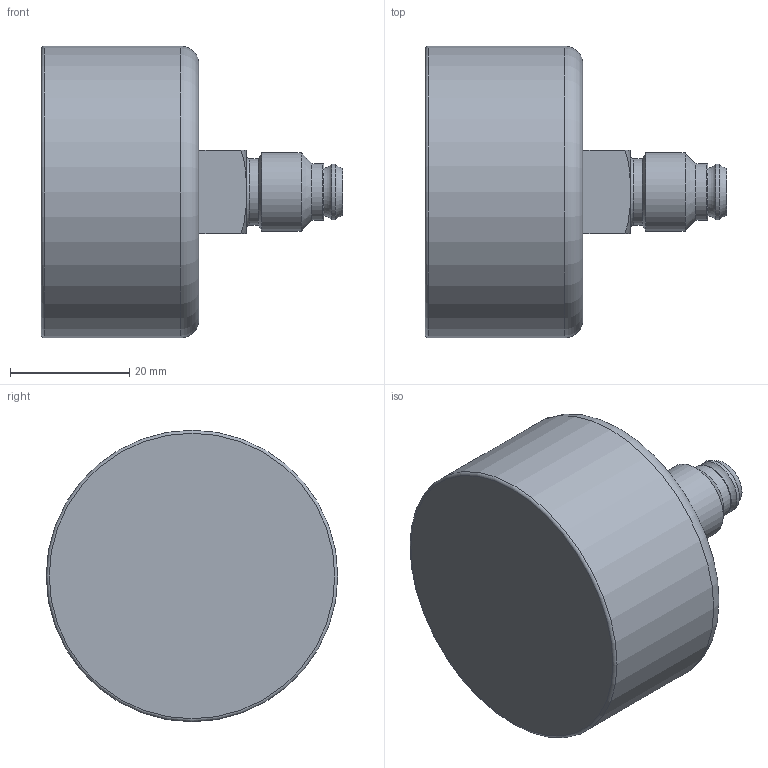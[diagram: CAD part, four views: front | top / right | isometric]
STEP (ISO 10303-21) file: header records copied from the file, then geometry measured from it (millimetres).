
FILE_DESCRIPTION(/* description */ ('STEP AP214'),/* implementation_level */ '2;1');
FILE_NAME(/* name */ '192735_MA-50-16-G1_4-MPA',/* time_stamp */ '2024-09-05T03:19:55+02:00',/* author */ ('License CC BY-ND 4.0'),/* organization */ ('CADENAS'),/* preprocessor_version */ 'ST-DEVELOPER v19.3',/* originating_system */ 'PARTsolutions',/* authorisation */ ' ');
FILE_SCHEMA (('AUTOMOTIVE_DESIGN {1 0 10303 214 3 1 1}'));
Length unit declared in the file: millimetre
Products named in the file (1): 192735 MA-50-1,6-G1/4-MPA
Bounding box: 50.7 x 49 x 49 mm (x, y, z)
Volume: 52879.3 mm3; surface area: 8766.2 mm2
Topology: 1 solids, 1 shells, 35 faces, 64 edges, 37 vertices
Faces by surface type: plane 12, torus 12, cylinder 8, cone 3
Full cylindrical faces by diameter (mm): 4.8 x1, 4.9 x1, 5 x1, 9.4 x1, 9.5 x1, 11.2 x1, 13.157 x1, 49 x1
Entity records: 802 total; most frequent: CARTESIAN_POINT 150, DIRECTION 138, ORIENTED_EDGE 90, AXIS2_PLACEMENT_3D 65, EDGE_LOOP 60, FACE_BOUND 60, EDGE_CURVE 45, VERTEX_POINT 37
